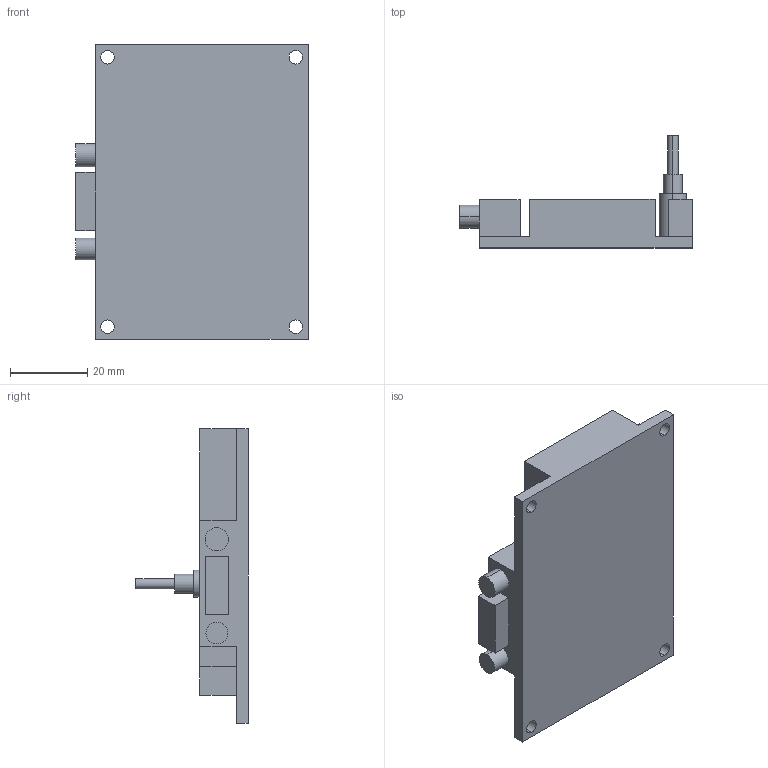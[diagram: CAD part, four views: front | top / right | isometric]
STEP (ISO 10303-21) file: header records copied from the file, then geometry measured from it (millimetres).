
FILE_DESCRIPTION (( 'STEP AP203' ), '1' );
FILE_NAME ('U-box_Default_sldprt.STEP', '2021-04-13T21:45:07', ( '' ), ( '' ), 'SwSTEP 2.0', 'SolidWorks 2020', '' );
FILE_SCHEMA (( 'CONFIG_CONTROL_DESIGN' ));
Length unit declared in the file: millimetre
Products named in the file (1): U-box_Default_sldprt
Bounding box: 60 x 29 x 76 mm (x, y, z)
Volume: 35757.7 mm3; surface area: 13984.3 mm2
Topology: 2 solids, 3 shells, 60 faces, 144 edges, 96 vertices
Faces by surface type: plane 40, cylinder 20
Entity records: 1837 total; most frequent: DIRECTION 306, CARTESIAN_POINT 301, ORIENTED_EDGE 288, EDGE_CURVE 144, VECTOR 104, LINE 104, AXIS2_PLACEMENT_3D 101, VERTEX_POINT 96
